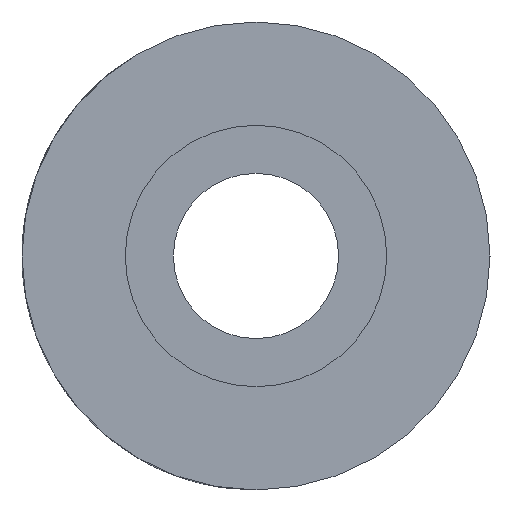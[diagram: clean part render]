
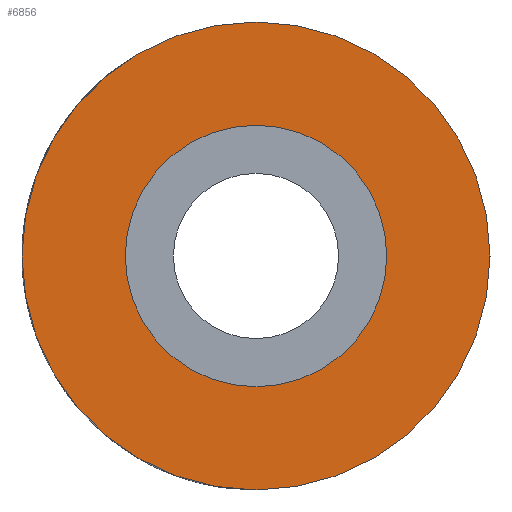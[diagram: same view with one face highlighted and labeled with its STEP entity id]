
A CAD part, left-side view. The second image highlights one B-rep face of the part: STEP entity #6856.
In plain terms, the highlighted planar face has unit normal (-1, 0, 0).
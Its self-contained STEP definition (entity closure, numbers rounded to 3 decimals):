
#1 = CIRCLE ( 'NONE', #8102, 8.5 ) ;
#189 = CARTESIAN_POINT ( 'NONE',  ( 0., 0., 0. ) ) ;
#419 = CARTESIAN_POINT ( 'NONE',  ( 0., 0., 0. ) ) ;
#642 = CIRCLE ( 'NONE', #3642, 4.75 ) ;
#928 = DIRECTION ( 'NONE',  ( 0., 0., -1. ) ) ;
#929 = DIRECTION ( 'NONE',  ( 0., 0., 1. ) ) ;
#1279 = EDGE_CURVE ( 'NONE', #2306, #2206, #642, .T. ) ;
#1312 = CIRCLE ( 'NONE', #6878, 8.5 ) ;
#1703 = EDGE_CURVE ( 'NONE', #5816, #9358, #1, .T. ) ;
#1767 = DIRECTION ( 'NONE',  ( -1., 0., 0. ) ) ;
#2206 = VERTEX_POINT ( 'NONE', #2729 ) ;
#2288 = CARTESIAN_POINT ( 'NONE',  ( 0., 0., 8.5 ) ) ;
#2306 = VERTEX_POINT ( 'NONE', #8947 ) ;
#2729 = CARTESIAN_POINT ( 'NONE',  ( 0., 0., 4.75 ) ) ;
#3642 = AXIS2_PLACEMENT_3D ( 'NONE', #189, #1767, #6316 ) ;
#4507 = ORIENTED_EDGE ( 'NONE', *, *, #1279, .F. ) ;
#4882 = EDGE_LOOP ( 'NONE', ( #6229, #9499 ) ) ;
#5143 = CARTESIAN_POINT ( 'NONE',  ( 0., 0., -8.5 ) ) ;
#5194 = PLANE ( 'NONE',  #6257 ) ;
#5816 = VERTEX_POINT ( 'NONE', #5143 ) ;
#5866 = AXIS2_PLACEMENT_3D ( 'NONE', #7137, #6150, #928 ) ;
#6098 = DIRECTION ( 'NONE',  ( -1., 0., 0. ) ) ;
#6150 = DIRECTION ( 'NONE',  ( -1., 0., 0. ) ) ;
#6229 = ORIENTED_EDGE ( 'NONE', *, *, #9774, .T. ) ;
#6257 = AXIS2_PLACEMENT_3D ( 'NONE', #9708, #7567, #9757 ) ;
#6316 = DIRECTION ( 'NONE',  ( 0., 0., -1. ) ) ;
#6489 = DIRECTION ( 'NONE',  ( -1., 0., 0. ) ) ;
#6692 = FACE_OUTER_BOUND ( 'NONE', #4882, .T. ) ;
#6836 = CARTESIAN_POINT ( 'NONE',  ( 0., 0., 0. ) ) ;
#6856 = ADVANCED_FACE ( 'NONE', ( #8170, #6692 ), #5194, .F. ) ;
#6878 = AXIS2_PLACEMENT_3D ( 'NONE', #6836, #6098, #929 ) ;
#7133 = EDGE_CURVE ( 'NONE', #2206, #2306, #9349, .T. ) ;
#7137 = CARTESIAN_POINT ( 'NONE',  ( 0., 0., 0. ) ) ;
#7320 = DIRECTION ( 'NONE',  ( 0., 0., 1. ) ) ;
#7567 = DIRECTION ( 'NONE',  ( 1., 0., 0. ) ) ;
#7785 = EDGE_LOOP ( 'NONE', ( #8520, #4507 ) ) ;
#8102 = AXIS2_PLACEMENT_3D ( 'NONE', #419, #6489, #7320 ) ;
#8170 = FACE_BOUND ( 'NONE', #7785, .T. ) ;
#8520 = ORIENTED_EDGE ( 'NONE', *, *, #7133, .F. ) ;
#8947 = CARTESIAN_POINT ( 'NONE',  ( 0., 0., -4.75 ) ) ;
#9349 = CIRCLE ( 'NONE', #5866, 4.75 ) ;
#9358 = VERTEX_POINT ( 'NONE', #2288 ) ;
#9499 = ORIENTED_EDGE ( 'NONE', *, *, #1703, .T. ) ;
#9708 = CARTESIAN_POINT ( 'NONE',  ( 0., 0., 0. ) ) ;
#9757 = DIRECTION ( 'NONE',  ( 0., 0., -1. ) ) ;
#9774 = EDGE_CURVE ( 'NONE', #9358, #5816, #1312, .T. ) ;
